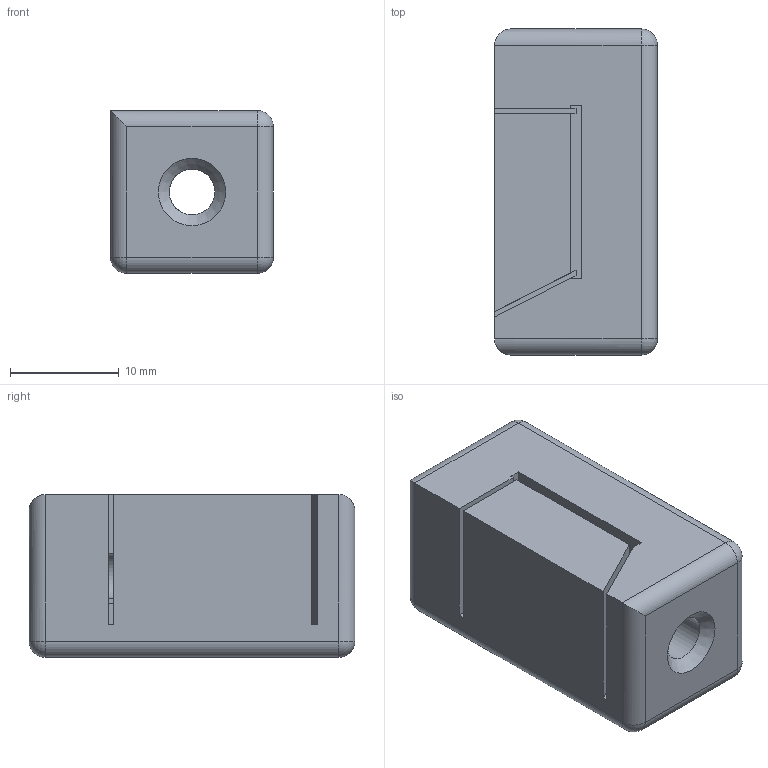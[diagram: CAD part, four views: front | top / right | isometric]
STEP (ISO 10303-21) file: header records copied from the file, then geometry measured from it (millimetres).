
FILE_DESCRIPTION(('FreeCAD Model'),'2;1');
FILE_NAME('Open CASCADE Shape Model','2022-02-12T00:59:24',(''),(''), 'Open CASCADE STEP processor 7.3','FreeCAD','Unknown');
FILE_SCHEMA(('AUTOMOTIVE_DESIGN { 1 0 10303 214 1 1 1 1 }'));
Length unit declared in the file: millimetre
Products named in the file (1): cut_guide
Bounding box: 15 x 30 x 15 mm (x, y, z)
Volume: 6048.2 mm3; surface area: 2955 mm2
Topology: 1 solids, 1 shells, 49 faces, 128 edges, 74 vertices
Faces by surface type: plane 28, cylinder 13, sphere 6, cone 2
Full cylindrical faces by diameter (mm): 4.2 x1
Entity records: 3100 total; most frequent: CARTESIAN_POINT 566, DIRECTION 488, LINE 318, VECTOR 318, ORIENTED_EDGE 244, PCURVE 244, DEFINITIONAL_REPRESENTATION 244, EDGE_CURVE 122
